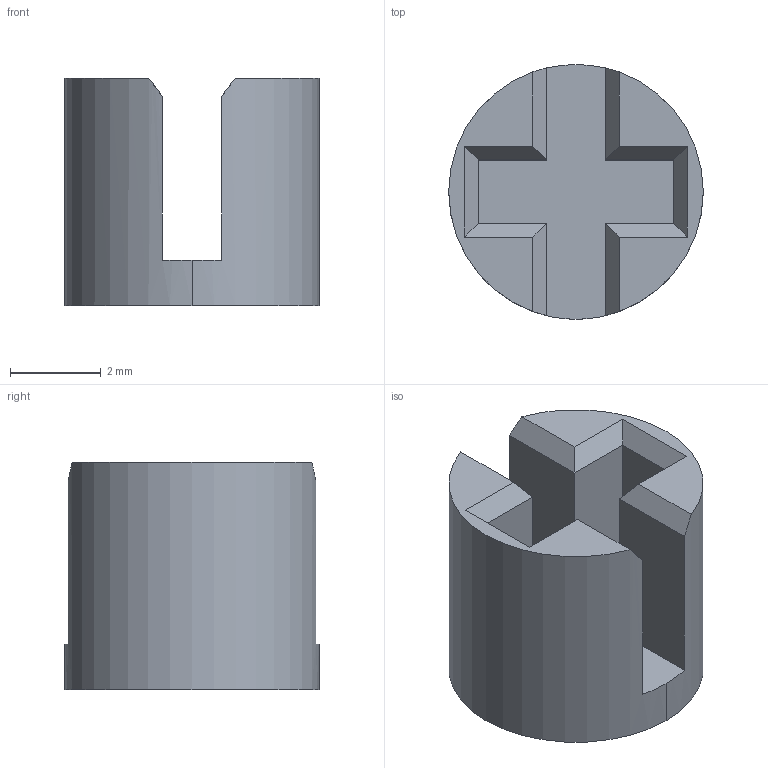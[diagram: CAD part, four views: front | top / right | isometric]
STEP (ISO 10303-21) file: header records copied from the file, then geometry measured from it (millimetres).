
FILE_DESCRIPTION(('STEP AP203'),'1');
FILE_NAME('stem_only.stp','2017-07-23T19:43:45',(' '),(' '),'Spatial InterOp 3D',' ',' ');
FILE_SCHEMA(('CONFIG_CONTROL_DESIGN'));
Length unit declared in the file: millimetre
Products named in the file (1): 1
Bounding box: 5.6 x 5.6 x 5 mm (x, y, z)
Volume: 76.5 mm3; surface area: 190.6 mm2
Topology: 1 solids, 1 shells, 26 faces, 64 edges, 40 vertices
Faces by surface type: plane 24, cylinder 2
Entity records: 800 total; most frequent: CARTESIAN_POINT 131, DIRECTION 130, ORIENTED_EDGE 128, EDGE_CURVE 64, LINE 52, VECTOR 52, VERTEX_POINT 40, AXIS2_PLACEMENT_3D 39
